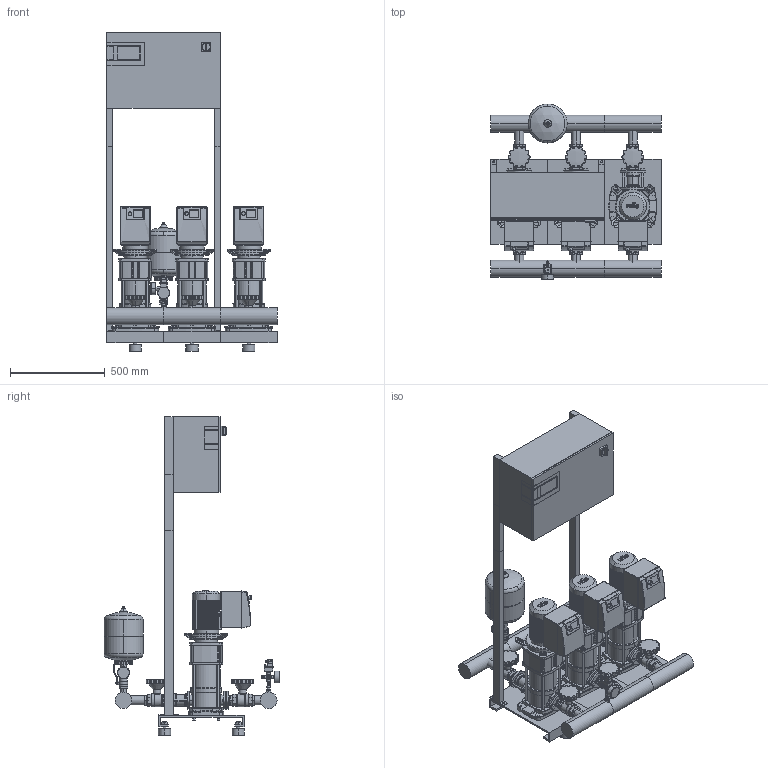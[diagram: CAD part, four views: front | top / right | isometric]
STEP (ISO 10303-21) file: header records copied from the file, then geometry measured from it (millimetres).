
FILE_DESCRIPTION((''),'2;1');
FILE_NAME('3d_COR-3HELIXVE1002_K_CCE-01-2535971.stp','2015-10-02T14:58:14',(''),(''),'Mechanical Desktop 2009','Mechanical Desktop 2009',', , ');
FILE_SCHEMA(('CONFIG_CONTROL_DESIGN'));
Length unit declared in the file: millimetre
Products named in the file (1): Product
Bounding box: 900 x 930 x 1685 mm (x, y, z)
Volume: 148609396.4 mm3; surface area: 8540263 mm2
Topology: 185 solids, 185 shells, 4837 faces, 12287 edges, 7988 vertices
Faces by surface type: plane 1629, bspline 1414, cylinder 1401, cone 183, torus 146, sphere 64
Entity records: 159620 total; most frequent: CARTESIAN_POINT 44548, ORIENTED_EDGE 24462, DIRECTION 22662, EDGE_CURVE 12231, VERTEX_POINT 7981, AXIS2_PLACEMENT_3D 7691, VECTOR 7280, LINE 7280
